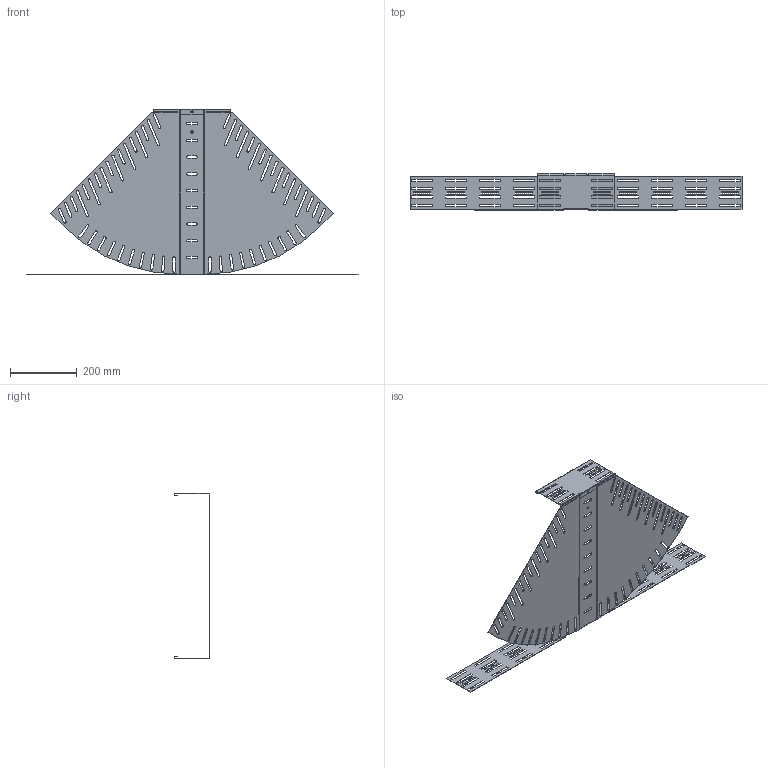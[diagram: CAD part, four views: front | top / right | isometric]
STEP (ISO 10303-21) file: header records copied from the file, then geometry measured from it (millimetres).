
FILE_DESCRIPTION (( 'STEP AP214' ), '1' );
FILE_NAME ('6037310.STEP', '2024-10-25T07:17:26', ( '' ), ( '' ), 'SwSTEP 2.0', 'SolidWorks 2024', '' );
FILE_SCHEMA (( 'AUTOMOTIVE_DESIGN' ));
Length unit declared in the file: millimetre
Products named in the file (3): 181531_500; 6037310; 167655_110x0°
Assembly tree (2 placements, depth 2):
  6037310
    181531_500
    167655_110x0°
Bounding box: 992 x 107 x 495 mm (x, y, z)
Volume: 448412.7 mm3; surface area: 742161.3 mm2
Topology: 2 solids, 2 shells, 1134 faces, 3294 edges, 2164 vertices
Faces by surface type: plane 740, cylinder 384, bspline 10
Entity records: 38348 total; most frequent: CARTESIAN_POINT 6965, ORIENTED_EDGE 6588, DIRECTION 6260, EDGE_CURVE 3294, VECTOR 2506, LINE 2506, VERTEX_POINT 2164, AXIS2_PLACEMENT_3D 1877
